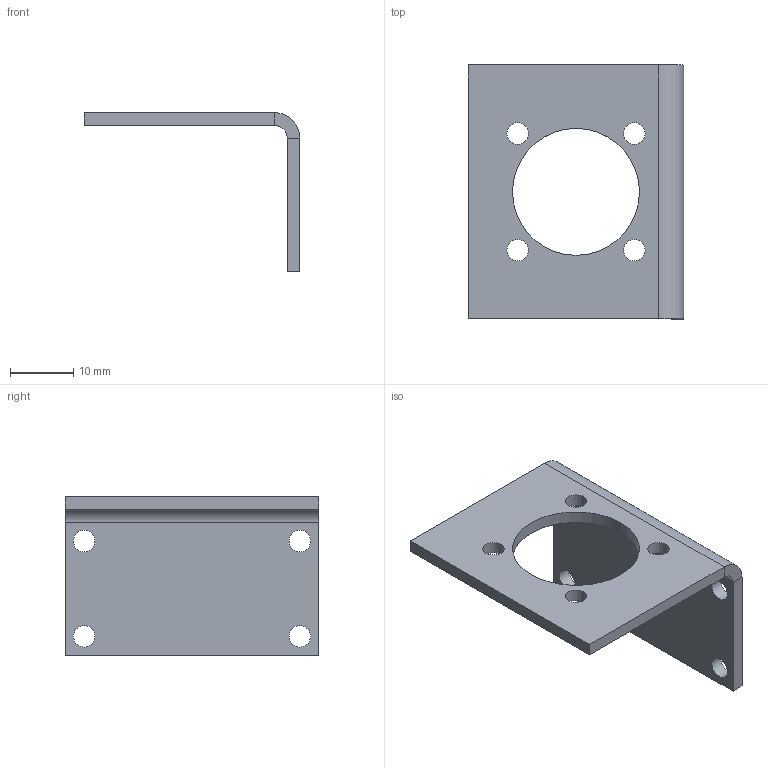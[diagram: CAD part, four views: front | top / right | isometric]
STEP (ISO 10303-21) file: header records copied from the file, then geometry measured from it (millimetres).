
FILE_DESCRIPTION(/* description */ (''),/* implementation_level */ '2;1');
FILE_NAME(/* name */ 'motorhold2_ipt_4619f1aa.STEP',/* time_stamp */ '2022-06-02T14:50:26+03:00',/* author */ ('Sulieman DAHER'),/* organization */ (''),/* preprocessor_version */ 'ST-DEVELOPER v16.13',/* originating_system */ 'Autodesk Inventor 2018',/* authorisation */ '');
FILE_SCHEMA (('AUTOMOTIVE_DESIGN { 1 0 10303 214 3 1 1 }'));
Length unit declared in the file: millimetre
Products named in the file (1): motorhold2
Bounding box: 34 x 40 x 25 mm (x, y, z)
Volume: 3683.4 mm3; surface area: 4362.8 mm2
Topology: 1 solids, 1 shells, 23 faces, 59 edges, 38 vertices
Faces by surface type: plane 12, cylinder 11
Full cylindrical faces by diameter (mm): 3.4 x8, 20 x1
Entity records: 697 total; most frequent: DIRECTION 116, CARTESIAN_POINT 104, ORIENTED_EDGE 92, EDGE_LOOP 50, EDGE_CURVE 46, AXIS2_PLACEMENT_3D 46, VERTEX_POINT 34, FACE_BOUND 27
